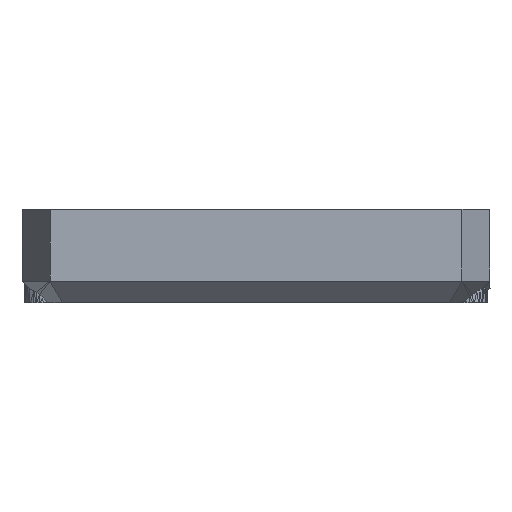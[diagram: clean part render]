
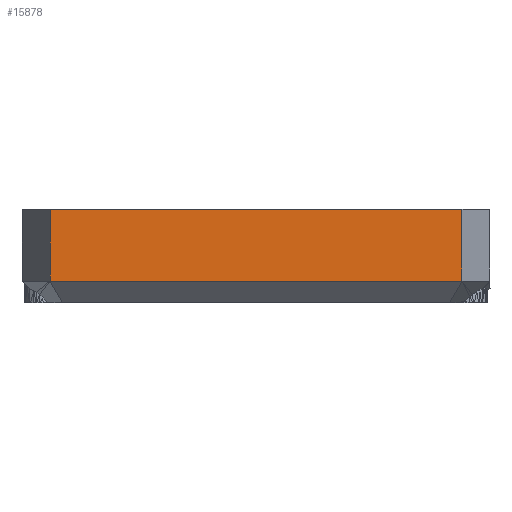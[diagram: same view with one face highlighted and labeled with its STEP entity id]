
A CAD part, front view. The second image highlights one B-rep face of the part: STEP entity #15878.
In plain terms, the highlighted planar face has unit normal (0, -1, 0).
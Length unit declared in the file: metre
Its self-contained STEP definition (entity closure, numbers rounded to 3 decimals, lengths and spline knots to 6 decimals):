
#16=B_SPLINE_CURVE_WITH_KNOTS('',3,(#22146,#22147,#22148,#22149),
 .UNSPECIFIED.,.F.,.F.,(4,4),(0.,1.),.UNSPECIFIED.);
#279=LINE('',#22144,#2348);
#549=LINE('',#22827,#2618);
#585=LINE('',#22941,#2654);
#586=LINE('',#22942,#2655);
#2348=VECTOR('',#17944,1.);
#2618=VECTOR('',#18374,1.);
#2654=VECTOR('',#18428,1.);
#2655=VECTOR('',#18429,1.);
#4836=ORIENTED_EDGE('',*,*,#9334,.F.);
#4837=ORIENTED_EDGE('',*,*,#9377,.T.);
#4838=ORIENTED_EDGE('',*,*,#9042,.T.);
#4839=ORIENTED_EDGE('',*,*,#9041,.T.);
#4840=ORIENTED_EDGE('',*,*,#9378,.T.);
#9041=EDGE_CURVE('',#11351,#11350,#279,.T.);
#9042=EDGE_CURVE('',#11352,#11351,#16,.F.);
#9334=EDGE_CURVE('',#11591,#11592,#549,.T.);
#9377=EDGE_CURVE('',#11591,#11352,#585,.T.);
#9378=EDGE_CURVE('',#11350,#11592,#586,.T.);
#11350=VERTEX_POINT('',#22143);
#11351=VERTEX_POINT('',#22145);
#11352=VERTEX_POINT('',#22150);
#11591=VERTEX_POINT('',#22826);
#11592=VERTEX_POINT('',#22828);
#12689=EDGE_LOOP('',(#4836,#4837,#4838,#4839,#4840));
#13759=FACE_BOUND('',#12689,.T.);
#14828=PLANE('',#16943);
#15878=ADVANCED_FACE('',(#13759),#14828,.T.);
#16943=AXIS2_PLACEMENT_3D('',#22940,#18426,#18427);
#17944=DIRECTION('',(0.,0.,-1.));
#18374=DIRECTION('',(0.,0.,-1.));
#18426=DIRECTION('',(0.,-1.,0.));
#18427=DIRECTION('',(0.,0.,-1.));
#18428=DIRECTION('',(-1.,0.,0.));
#18429=DIRECTION('',(1.,0.,0.));
#22143=CARTESIAN_POINT('',(-0.0515,-0.047669,0.005412));
#22144=CARTESIAN_POINT('',(-0.0515,-0.047669,0.009412));
#22145=CARTESIAN_POINT('',(-0.0515,-0.047669,0.013411));
#22146=CARTESIAN_POINT('',(-0.0515,-0.047669,0.013411));
#22147=CARTESIAN_POINT('',(-0.0515,-0.047669,0.016744));
#22148=CARTESIAN_POINT('',(-0.0515,-0.047669,0.020077));
#22149=CARTESIAN_POINT('',(-0.0515,-0.047669,0.023411));
#22150=CARTESIAN_POINT('',(-0.0515,-0.047669,0.023411));
#22826=CARTESIAN_POINT('',(0.0515,-0.047669,0.023411));
#22827=CARTESIAN_POINT('',(0.0515,-0.047669,0.013412));
#22828=CARTESIAN_POINT('',(0.0515,-0.047669,0.005412));
#22940=CARTESIAN_POINT('',(0.,-0.047669,0.009412));
#22941=CARTESIAN_POINT('',(0.,-0.047669,0.023411));
#22942=CARTESIAN_POINT('',(-0.0515,-0.047669,0.005412));
